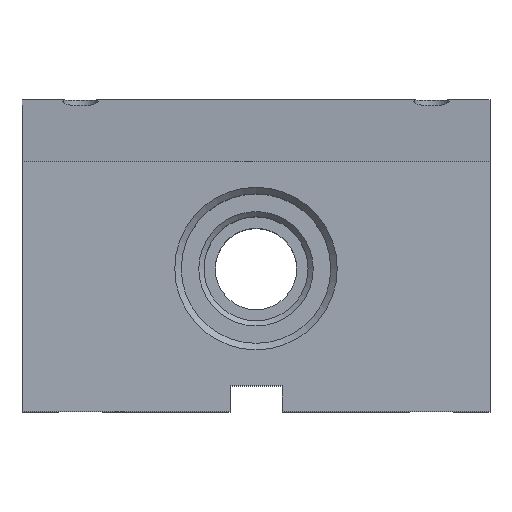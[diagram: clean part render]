
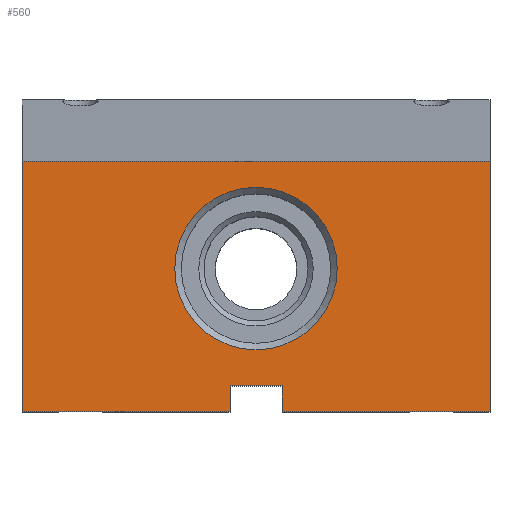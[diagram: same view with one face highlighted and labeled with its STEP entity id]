
A CAD part, top view. The second image highlights one B-rep face of the part: STEP entity #560.
In plain terms, the highlighted planar face has unit normal (0, 0, 1).
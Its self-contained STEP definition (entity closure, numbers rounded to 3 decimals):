
#560 = ADVANCED_FACE( '', ( #1168, #1169 ), #1170, .F. );
#1168 = FACE_BOUND( '', #1811, .T. );
#1169 = FACE_OUTER_BOUND( '', #1812, .T. );
#1170 = PLANE( '', #1813 );
#1811 = EDGE_LOOP( '', ( #3455 ) );
#1812 = EDGE_LOOP( '', ( #3456, #3457, #3458, #3459, #3460, #3461, #3462, #3463 ) );
#1813 = AXIS2_PLACEMENT_3D( '', #3464, #3465, #3466 );
#3455 = ORIENTED_EDGE( '', *, *, #4044, .T. );
#3456 = ORIENTED_EDGE( '', *, *, #4474, .F. );
#3457 = ORIENTED_EDGE( '', *, *, #4155, .F. );
#3458 = ORIENTED_EDGE( '', *, *, #4436, .F. );
#3459 = ORIENTED_EDGE( '', *, *, #4113, .F. );
#3460 = ORIENTED_EDGE( '', *, *, #3939, .F. );
#3461 = ORIENTED_EDGE( '', *, *, #3901, .F. );
#3462 = ORIENTED_EDGE( '', *, *, #4056, .T. );
#3463 = ORIENTED_EDGE( '', *, *, #4587, .T. );
#3464 = CARTESIAN_POINT( '', ( 36., 24., 20. ) );
#3465 = DIRECTION( '', ( 0., 0., -1. ) );
#3466 = DIRECTION( '', ( 0., 1., 0. ) );
#3901 = EDGE_CURVE( '', #4666, #4668, #4669, .T. );
#3939 = EDGE_CURVE( '', #4668, #4734, #4735, .T. );
#4044 = EDGE_CURVE( '', #4920, #4920, #4921, .T. );
#4056 = EDGE_CURVE( '', #4666, #4937, #4939, .T. );
#4113 = EDGE_CURVE( '', #4734, #5032, #5035, .T. );
#4155 = EDGE_CURVE( '', #5103, #5099, #5105, .T. );
#4436 = EDGE_CURVE( '', #5032, #5103, #5534, .T. );
#4474 = EDGE_CURVE( '', #5099, #5583, #5586, .T. );
#4587 = EDGE_CURVE( '', #4937, #5583, #5724, .T. );
#4666 = VERTEX_POINT( '', #5806 );
#4668 = VERTEX_POINT( '', #5809 );
#4669 = LINE( '', #5810, #5811 );
#4734 = VERTEX_POINT( '', #5899 );
#4735 = LINE( '', #5900, #5901 );
#4920 = VERTEX_POINT( '', #6162 );
#4921 = CIRCLE( '', #6163, 12.5 );
#4937 = VERTEX_POINT( '', #6185 );
#4939 = LINE( '', #6188, #6189 );
#5032 = VERTEX_POINT( '', #6323 );
#5035 = LINE( '', #6328, #6329 );
#5099 = VERTEX_POINT( '', #6417 );
#5103 = VERTEX_POINT( '', #6423 );
#5105 = LINE( '', #6426, #6427 );
#5534 = LINE( '', #7077, #7078 );
#5583 = VERTEX_POINT( '', #7148 );
#5586 = LINE( '', #7152, #7153 );
#5724 = LINE( '', #7372, #7373 );
#5806 = CARTESIAN_POINT( '', ( 36., 14.5, 20. ) );
#5809 = CARTESIAN_POINT( '', ( 36., -24., 20. ) );
#5810 = CARTESIAN_POINT( '', ( 36., 24., 20. ) );
#5811 = VECTOR( '', #7465, 1000. );
#5899 = CARTESIAN_POINT( '', ( 4., -24., 20. ) );
#5900 = CARTESIAN_POINT( '', ( 36., -24., 20. ) );
#5901 = VECTOR( '', #7507, 1000. );
#6162 = CARTESIAN_POINT( '', ( 0., 10.5, 20. ) );
#6163 = AXIS2_PLACEMENT_3D( '', #7602, #7603, #7604 );
#6185 = CARTESIAN_POINT( '', ( -36., 14.5, 20. ) );
#6188 = CARTESIAN_POINT( '', ( 36., 14.5, 20. ) );
#6189 = VECTOR( '', #7612, 1000. );
#6323 = CARTESIAN_POINT( '', ( 4., -20., 20. ) );
#6328 = CARTESIAN_POINT( '', ( 4., -24., 20. ) );
#6329 = VECTOR( '', #7659, 1000. );
#6417 = CARTESIAN_POINT( '', ( -4., -24., 20. ) );
#6423 = CARTESIAN_POINT( '', ( -4., -20., 20. ) );
#6426 = CARTESIAN_POINT( '', ( -4., -20., 20. ) );
#6427 = VECTOR( '', #7699, 1000. );
#7077 = CARTESIAN_POINT( '', ( 4., -20., 20. ) );
#7078 = VECTOR( '', #7945, 1000. );
#7148 = CARTESIAN_POINT( '', ( -36., -24., 20. ) );
#7152 = CARTESIAN_POINT( '', ( 36., -24., 20. ) );
#7153 = VECTOR( '', #7977, 1000. );
#7372 = CARTESIAN_POINT( '', ( -36., 24., 20. ) );
#7373 = VECTOR( '', #8059, 1000. );
#7465 = DIRECTION( '', ( 0., -1., 0. ) );
#7507 = DIRECTION( '', ( -1., 0., 0. ) );
#7602 = CARTESIAN_POINT( '', ( 0., -2., 20. ) );
#7603 = DIRECTION( '', ( 0., 0., -1. ) );
#7604 = DIRECTION( '', ( 0., 1., 0. ) );
#7612 = DIRECTION( '', ( -1., 0., 0. ) );
#7659 = DIRECTION( '', ( 0., 1., 0. ) );
#7699 = DIRECTION( '', ( 0., -1., 0. ) );
#7945 = DIRECTION( '', ( -1., 0., 0. ) );
#7977 = DIRECTION( '', ( -1., 0., 0. ) );
#8059 = DIRECTION( '', ( 0., -1., 0. ) );
